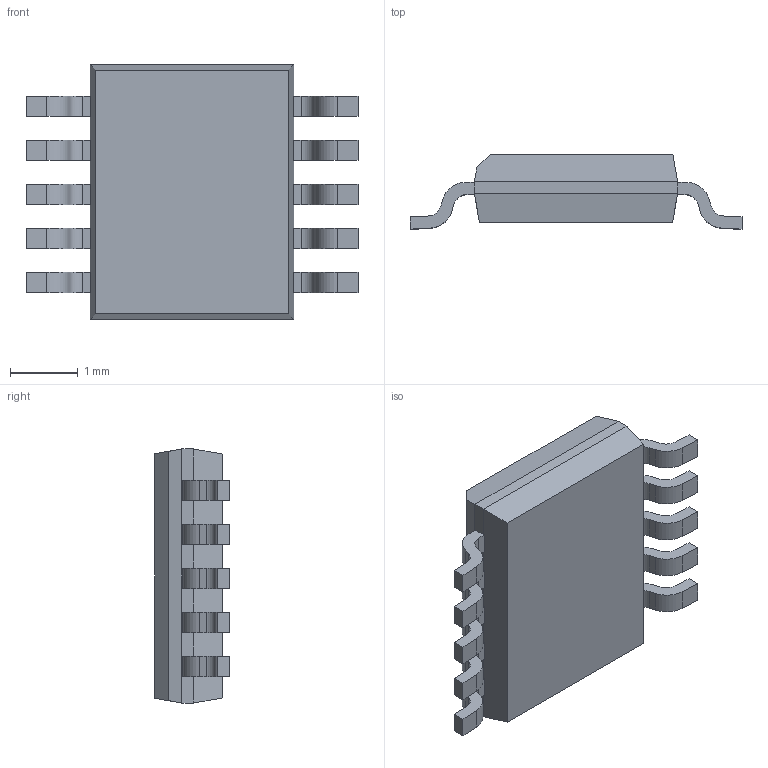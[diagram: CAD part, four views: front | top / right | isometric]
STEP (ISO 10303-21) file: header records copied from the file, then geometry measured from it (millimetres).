
FILE_DESCRIPTION (( 'STEP AP214' ), '1' );
FILE_NAME ('MSOP10-3-0.65.STEP', '2020-03-01T20:19:33', ( 'thomas' ), ( '' ), 'SwSTEP 2.0', 'SolidWorks 2017', '' );
FILE_SCHEMA (( 'AUTOMOTIVE_DESIGN' ));
Length unit declared in the file: millimetre
Products named in the file (1): MSOP10-3-0.65
Bounding box: 4.9 x 1.1 x 3.75 mm (x, y, z)
Volume: 11.4 mm3; surface area: 45.4 mm2
Topology: 1 solids, 1 shells, 148 faces, 427 edges, 282 vertices
Faces by surface type: plane 106, cylinder 40, cone 2
Entity records: 6295 total; most frequent: CARTESIAN_POINT 858, ORIENTED_EDGE 854, DIRECTION 809, EDGE_CURVE 427, LINE 343, VECTOR 343, VERTEX_POINT 282, AXIS2_PLACEMENT_3D 233
